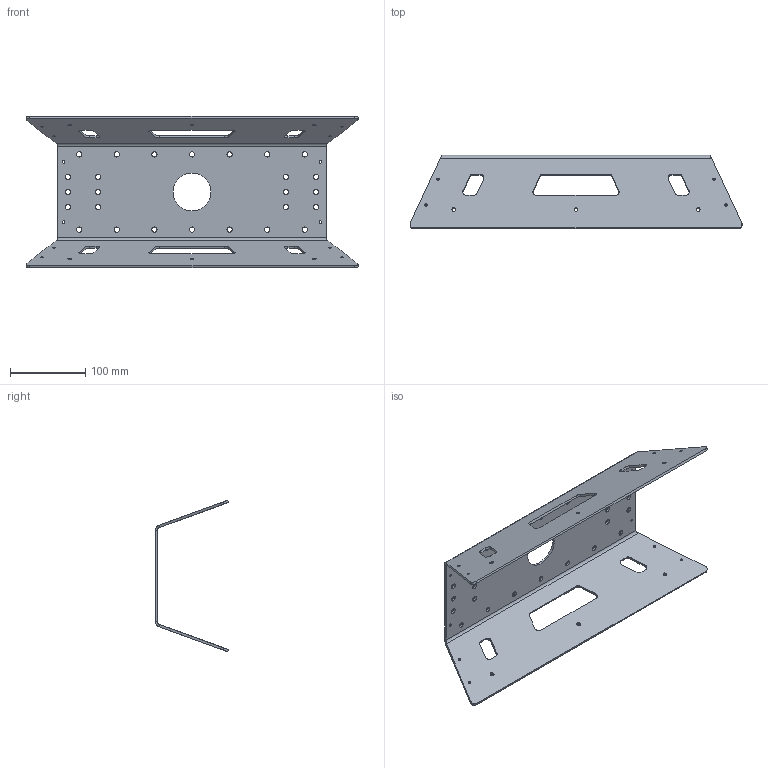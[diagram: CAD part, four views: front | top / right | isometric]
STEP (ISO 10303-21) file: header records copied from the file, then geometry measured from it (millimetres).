
FILE_DESCRIPTION (( 'STEP AP203' ), '1' );
FILE_NAME ('Outer Shell.STEP', '2024-05-14T13:04:10', ( '' ), ( '' ), 'SwSTEP 2.0', 'SolidWorks 2023', '' );
FILE_SCHEMA (( 'CONFIG_CONTROL_DESIGN' ));
Length unit declared in the file: millimetre
Products named in the file (1): Outer Shell
Bounding box: 441.62 x 97.76 x 201.62 mm (x, y, z)
Volume: 346350.9 mm3; surface area: 241176.2 mm2
Topology: 1 solids, 1 shells, 164 faces, 470 edges, 308 vertices
Faces by surface type: cylinder 122, plane 38, bspline 4
Entity records: 5835 total; most frequent: CARTESIAN_POINT 1075, DIRECTION 1020, ORIENTED_EDGE 940, EDGE_CURVE 470, AXIS2_PLACEMENT_3D 397, VERTEX_POINT 308, EDGE_LOOP 266, CIRCLE 236
